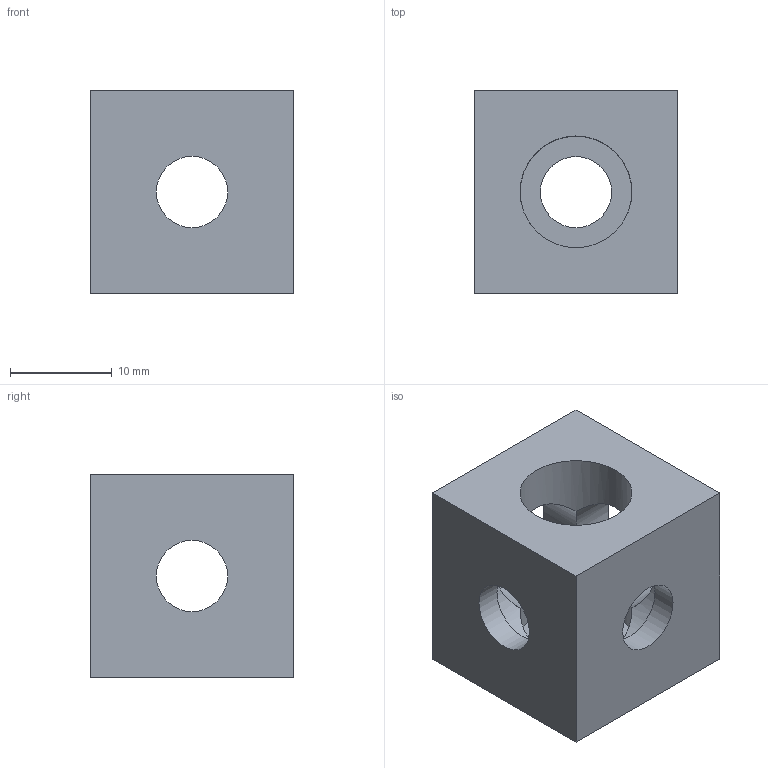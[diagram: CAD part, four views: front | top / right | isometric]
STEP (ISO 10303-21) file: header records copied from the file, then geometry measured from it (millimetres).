
FILE_DESCRIPTION(/* description */ (''),/* implementation_level */ '2;1');
FILE_NAME(/* name */ 'THREE-WAY CORNER CUBE CONNECTOR (20.20.20).stp',/* time_stamp */ '2023-03-01T15:17:39+02:00',/* author */ ('arnold.brand'),/* organization */ (''),/* preprocessor_version */ 'ST-DEVELOPER v19.2',/* originating_system */ 'Autodesk Inventor 2023',/* authorisation */ '');
FILE_SCHEMA (('AUTOMOTIVE_DESIGN { 1 0 10303 214 3 1 1 }'));
Length unit declared in the file: millimetre
Products named in the file (1): THREE-WAY CORNER CUBE CONNECTOR (20.20.20)
Bounding box: 20 x 20 x 20 mm (x, y, z)
Volume: 4604.4 mm3; surface area: 3121.6 mm2
Topology: 1 solids, 1 shells, 18 faces, 50 edges, 33 vertices
Faces by surface type: cylinder 9, plane 9
Full cylindrical faces by diameter (mm): 7 x3, 11 x6
Entity records: 658 total; most frequent: DIRECTION 117, CARTESIAN_POINT 102, ORIENTED_EDGE 100, EDGE_CURVE 50, AXIS2_PLACEMENT_3D 48, VERTEX_POINT 33, EDGE_LOOP 27, LINE 21
